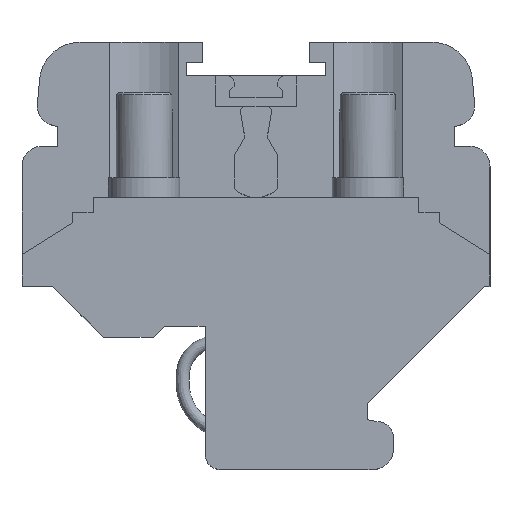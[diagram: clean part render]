
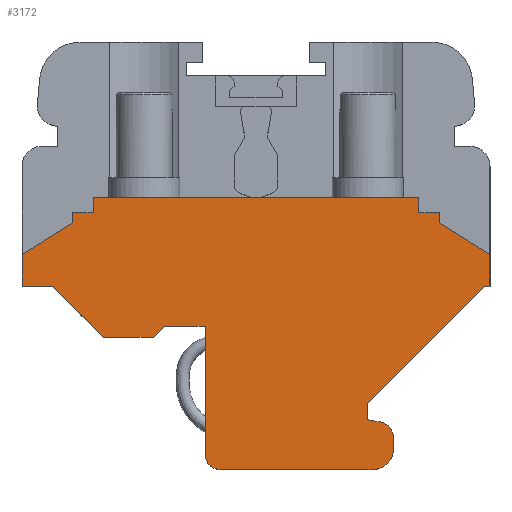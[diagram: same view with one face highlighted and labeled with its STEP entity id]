
A CAD part, top view. The second image highlights one B-rep face of the part: STEP entity #3172.
In plain terms, the highlighted planar face has unit normal (0, 0, 1).
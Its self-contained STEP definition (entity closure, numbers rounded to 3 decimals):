
#87=CIRCLE('',#3266,2.);
#89=CIRCLE('',#3270,1.5);
#101=CIRCLE('',#3334,1.5);
#536=ORIENTED_EDGE('',*,*,#1020,.F.);
#537=ORIENTED_EDGE('',*,*,#847,.T.);
#538=ORIENTED_EDGE('',*,*,#1021,.T.);
#539=ORIENTED_EDGE('',*,*,#939,.T.);
#540=ORIENTED_EDGE('',*,*,#944,.F.);
#541=ORIENTED_EDGE('',*,*,#931,.F.);
#542=ORIENTED_EDGE('',*,*,#935,.F.);
#543=ORIENTED_EDGE('',*,*,#938,.F.);
#544=ORIENTED_EDGE('',*,*,#1018,.F.);
#545=ORIENTED_EDGE('',*,*,#851,.F.);
#546=ORIENTED_EDGE('',*,*,#1022,.F.);
#547=ORIENTED_EDGE('',*,*,#1015,.F.);
#548=ORIENTED_EDGE('',*,*,#906,.F.);
#549=ORIENTED_EDGE('',*,*,#910,.F.);
#550=ORIENTED_EDGE('',*,*,#913,.F.);
#551=ORIENTED_EDGE('',*,*,#916,.F.);
#552=ORIENTED_EDGE('',*,*,#919,.F.);
#553=ORIENTED_EDGE('',*,*,#922,.F.);
#554=ORIENTED_EDGE('',*,*,#925,.F.);
#555=ORIENTED_EDGE('',*,*,#928,.F.);
#556=ORIENTED_EDGE('',*,*,#1011,.F.);
#557=ORIENTED_EDGE('',*,*,#1012,.F.);
#558=ORIENTED_EDGE('',*,*,#1019,.F.);
#559=ORIENTED_EDGE('',*,*,#790,.T.);
#560=ORIENTED_EDGE('',*,*,#1023,.F.);
#561=ORIENTED_EDGE('',*,*,#1024,.F.);
#790=EDGE_CURVE('',#1113,#1112,#1334,.T.);
#847=EDGE_CURVE('',#1168,#1169,#1382,.T.);
#851=EDGE_CURVE('',#1170,#1172,#1386,.T.);
#906=EDGE_CURVE('',#1214,#1215,#1432,.T.);
#910=EDGE_CURVE('',#1217,#1214,#87,.T.);
#913=EDGE_CURVE('',#1219,#1217,#1437,.T.);
#916=EDGE_CURVE('',#1221,#1219,#89,.T.);
#919=EDGE_CURVE('',#1223,#1221,#1441,.T.);
#922=EDGE_CURVE('',#1225,#1223,#1444,.T.);
#925=EDGE_CURVE('',#1227,#1225,#1447,.T.);
#928=EDGE_CURVE('',#1229,#1227,#1450,.T.);
#931=EDGE_CURVE('',#1232,#1233,#1453,.T.);
#935=EDGE_CURVE('',#1235,#1232,#1457,.T.);
#938=EDGE_CURVE('',#1237,#1235,#1460,.T.);
#939=EDGE_CURVE('',#1238,#1239,#1461,.T.);
#944=EDGE_CURVE('',#1233,#1239,#1466,.T.);
#1011=EDGE_CURVE('',#1264,#1229,#1522,.T.);
#1012=EDGE_CURVE('',#1265,#1264,#1523,.T.);
#1015=EDGE_CURVE('',#1215,#1267,#101,.T.);
#1018=EDGE_CURVE('',#1172,#1237,#1527,.T.);
#1019=EDGE_CURVE('',#1113,#1265,#1528,.T.);
#1020=EDGE_CURVE('',#1168,#1268,#1529,.T.);
#1021=EDGE_CURVE('',#1169,#1238,#1530,.T.);
#1022=EDGE_CURVE('',#1267,#1170,#1531,.T.);
#1023=EDGE_CURVE('',#1269,#1112,#1532,.T.);
#1024=EDGE_CURVE('',#1268,#1269,#1533,.T.);
#1112=VERTEX_POINT('',#4075);
#1113=VERTEX_POINT('',#4077);
#1168=VERTEX_POINT('',#4191);
#1169=VERTEX_POINT('',#4192);
#1170=VERTEX_POINT('',#4197);
#1172=VERTEX_POINT('',#4200);
#1214=VERTEX_POINT('',#4573);
#1215=VERTEX_POINT('',#4575);
#1217=VERTEX_POINT('',#4581);
#1219=VERTEX_POINT('',#4587);
#1221=VERTEX_POINT('',#4593);
#1223=VERTEX_POINT('',#4599);
#1225=VERTEX_POINT('',#4605);
#1227=VERTEX_POINT('',#4611);
#1229=VERTEX_POINT('',#4617);
#1232=VERTEX_POINT('',#4624);
#1233=VERTEX_POINT('',#4626);
#1235=VERTEX_POINT('',#4632);
#1237=VERTEX_POINT('',#4638);
#1238=VERTEX_POINT('',#4642);
#1239=VERTEX_POINT('',#4643);
#1264=VERTEX_POINT('',#4784);
#1265=VERTEX_POINT('',#4788);
#1267=VERTEX_POINT('',#4794);
#1268=VERTEX_POINT('',#4803);
#1269=VERTEX_POINT('',#4807);
#1334=LINE('',#4076,#1571);
#1382=LINE('',#4190,#1619);
#1386=LINE('',#4199,#1623);
#1432=LINE('',#4574,#1669);
#1437=LINE('',#4588,#1674);
#1441=LINE('',#4600,#1678);
#1444=LINE('',#4606,#1681);
#1447=LINE('',#4612,#1684);
#1450=LINE('',#4618,#1687);
#1453=LINE('',#4625,#1690);
#1457=LINE('',#4633,#1694);
#1460=LINE('',#4639,#1697);
#1461=LINE('',#4641,#1698);
#1466=LINE('',#4650,#1703);
#1522=LINE('',#4785,#1759);
#1523=LINE('',#4787,#1760);
#1527=LINE('',#4798,#1764);
#1528=LINE('',#4800,#1765);
#1529=LINE('',#4802,#1766);
#1530=LINE('',#4804,#1767);
#1531=LINE('',#4805,#1768);
#1532=LINE('',#4806,#1769);
#1533=LINE('',#4808,#1770);
#1571=VECTOR('',#3436,1000.);
#1619=VECTOR('',#3506,1000.);
#1623=VECTOR('',#3512,1000.);
#1669=VECTOR('',#3600,1000.);
#1674=VECTOR('',#3613,1000.);
#1678=VECTOR('',#3625,1000.);
#1681=VECTOR('',#3630,1000.);
#1684=VECTOR('',#3635,1000.);
#1687=VECTOR('',#3640,1000.);
#1690=VECTOR('',#3645,1000.);
#1694=VECTOR('',#3651,1000.);
#1697=VECTOR('',#3656,1000.);
#1698=VECTOR('',#3659,1000.);
#1703=VECTOR('',#3666,1000.);
#1759=VECTOR('',#3824,1000.);
#1760=VECTOR('',#3827,1000.);
#1764=VECTOR('',#3839,1000.);
#1765=VECTOR('',#3842,1000.);
#1766=VECTOR('',#3845,1000.);
#1767=VECTOR('',#3846,1000.);
#1768=VECTOR('',#3847,1000.);
#1769=VECTOR('',#3848,1000.);
#1770=VECTOR('',#3849,1000.);
#1883=EDGE_LOOP('',(#536,#537,#538,#539,#540,#541,#542,#543,#544,#545,#546,
#547,#548,#549,#550,#551,#552,#553,#554,#555,#556,#557,#558,#559,#560,#561));
#2037=FACE_BOUND('',#1883,.T.);
#2173=PLANE('',#3337);
#3172=ADVANCED_FACE('',(#2037),#2173,.F.);
#3266=AXIS2_PLACEMENT_3D('',#4582,#3607,#3608);
#3270=AXIS2_PLACEMENT_3D('',#4594,#3619,#3620);
#3334=AXIS2_PLACEMENT_3D('',#4793,#3833,#3834);
#3337=AXIS2_PLACEMENT_3D('',#4801,#3843,#3844);
#3436=DIRECTION('',(-1.,0.,0.));
#3506=DIRECTION('',(-1.,0.,0.));
#3512=DIRECTION('',(-1.,0.,0.));
#3600=DIRECTION('',(-1.,0.,0.));
#3607=DIRECTION('',(0.,0.,-1.));
#3608=DIRECTION('',(-1.,0.,0.));
#3613=DIRECTION('',(0.,-1.,0.));
#3619=DIRECTION('',(0.,0.,-1.));
#3620=DIRECTION('',(-1.,0.,0.));
#3625=DIRECTION('',(0.982,-0.191,0.));
#3630=DIRECTION('',(0.,-1.,0.));
#3635=DIRECTION('',(-0.707,-0.707,0.));
#3640=DIRECTION('',(-1.,0.,0.));
#3645=DIRECTION('',(-1.,0.,0.));
#3651=DIRECTION('',(-0.707,0.707,0.));
#3656=DIRECTION('',(-1.,0.,0.));
#3659=DIRECTION('',(-0.848,-0.53,0.));
#3666=DIRECTION('',(0.,1.,0.));
#3824=DIRECTION('',(0.,-1.,0.));
#3827=DIRECTION('',(0.848,-0.53,0.));
#3833=DIRECTION('',(0.,0.,-1.));
#3834=DIRECTION('',(1.,0.,0.));
#3839=DIRECTION('',(-0.707,-0.707,0.));
#3842=DIRECTION('',(0.,-1.,0.));
#3843=DIRECTION('',(0.,0.,-1.));
#3844=DIRECTION('',(-1.,0.,0.));
#3845=DIRECTION('',(0.,1.,0.));
#3846=DIRECTION('',(0.,-1.,0.));
#3847=DIRECTION('',(0.,1.,0.));
#3848=DIRECTION('',(0.,-1.,0.));
#3849=DIRECTION('',(1.,0.,0.));
#4075=CARTESIAN_POINT('',(16.,4.244,10.));
#4076=CARTESIAN_POINT('',(18.046,4.244,10.));
#4077=CARTESIAN_POINT('',(18.046,4.244,10.));
#4190=CARTESIAN_POINT('',(-18.046,4.244,10.));
#4191=CARTESIAN_POINT('',(-16.,4.244,10.));
#4192=CARTESIAN_POINT('',(-18.046,4.244,10.));
#4197=CARTESIAN_POINT('',(-5.001,-6.898,10.));
#4199=CARTESIAN_POINT('',(-9.002,-6.898,10.));
#4200=CARTESIAN_POINT('',(-9.002,-6.898,10.));
#4573=CARTESIAN_POINT('',(11.502,-21.001,10.));
#4574=CARTESIAN_POINT('',(11.502,-21.001,10.));
#4575=CARTESIAN_POINT('',(-3.501,-21.001,10.));
#4581=CARTESIAN_POINT('',(13.502,-19.,10.));
#4582=CARTESIAN_POINT('',(11.502,-19.,10.));
#4587=CARTESIAN_POINT('',(13.502,-17.823,10.));
#4588=CARTESIAN_POINT('',(13.502,-19.,10.));
#4593=CARTESIAN_POINT('',(12.288,-16.35,10.));
#4594=CARTESIAN_POINT('',(12.002,-17.823,10.));
#4599=CARTESIAN_POINT('',(11.002,-16.1,10.));
#4600=CARTESIAN_POINT('',(11.002,-16.1,10.));
#4605=CARTESIAN_POINT('',(11.002,-14.499,10.));
#4606=CARTESIAN_POINT('',(11.002,-16.1,10.));
#4611=CARTESIAN_POINT('',(22.504,-2.998,10.));
#4612=CARTESIAN_POINT('',(11.002,-14.499,10.));
#4617=CARTESIAN_POINT('',(23.,-2.998,10.));
#4618=CARTESIAN_POINT('',(23.,-2.998,10.));
#4624=CARTESIAN_POINT('',(-20.003,-2.998,10.));
#4625=CARTESIAN_POINT('',(-23.,-2.998,10.));
#4626=CARTESIAN_POINT('',(-23.,-2.998,10.));
#4632=CARTESIAN_POINT('',(-15.003,-7.998,10.));
#4633=CARTESIAN_POINT('',(-20.003,-2.998,10.));
#4638=CARTESIAN_POINT('',(-10.102,-7.998,10.));
#4639=CARTESIAN_POINT('',(-15.003,-7.998,10.));
#4641=CARTESIAN_POINT('',(-18.046,3.244,10.));
#4642=CARTESIAN_POINT('',(-18.046,3.244,10.));
#4643=CARTESIAN_POINT('',(-23.,0.146,10.));
#4650=CARTESIAN_POINT('',(-23.,8.697,10.));
#4784=CARTESIAN_POINT('',(23.,0.146,10.));
#4785=CARTESIAN_POINT('',(23.,-2.998,10.));
#4787=CARTESIAN_POINT('',(18.046,3.244,10.));
#4788=CARTESIAN_POINT('',(18.046,3.244,10.));
#4793=CARTESIAN_POINT('',(-3.501,-19.5,10.));
#4794=CARTESIAN_POINT('',(-5.001,-19.5,10.));
#4798=CARTESIAN_POINT('',(-9.002,-6.898,10.));
#4800=CARTESIAN_POINT('',(18.046,4.244,10.));
#4801=CARTESIAN_POINT('',(-19.502,14.77,10.));
#4802=CARTESIAN_POINT('',(-16.,5.744,10.));
#4803=CARTESIAN_POINT('',(-16.,5.744,10.));
#4804=CARTESIAN_POINT('',(-18.046,4.244,10.));
#4805=CARTESIAN_POINT('',(-5.001,-19.3,10.));
#4806=CARTESIAN_POINT('',(16.,4.244,10.));
#4807=CARTESIAN_POINT('',(16.,5.744,10.));
#4808=CARTESIAN_POINT('',(-16.,5.744,10.));
